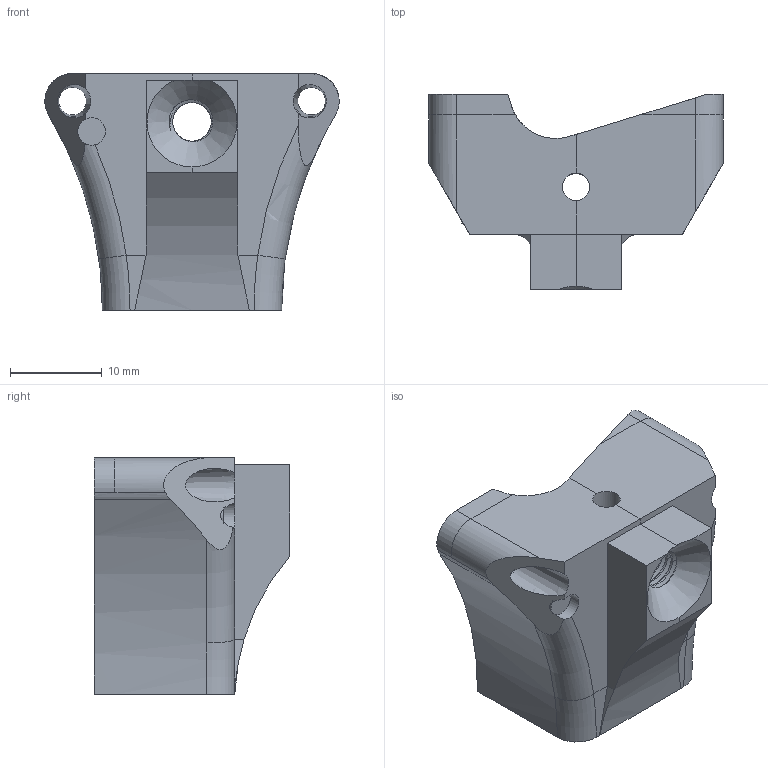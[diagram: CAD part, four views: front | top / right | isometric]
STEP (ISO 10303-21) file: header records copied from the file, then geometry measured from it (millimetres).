
FILE_DESCRIPTION(('FreeCAD Model'),'2;1');
FILE_NAME('Open CASCADE Shape Model','2024-02-06T13:06:09',(''),(''), 'Open CASCADE STEP processor 7.7','FreeCAD','Unknown');
FILE_SCHEMA(('AUTOMOTIVE_DESIGN { 1 0 10303 214 1 1 1 1 }'));
Length unit declared in the file: millimetre
Products named in the file (1): lock_vzextruder
Bounding box: 32 x 21.25 x 25.75 mm (x, y, z)
Volume: 8093.2 mm3; surface area: 3596.8 mm2
Topology: 1 solids, 1 shells, 174 faces, 447 edges, 267 vertices
Faces by surface type: bspline 90, cylinder 49, plane 28, torus 4, cone 3
Full cylindrical faces by diameter (mm): 3 x6, 4.2 x12
Entity records: 35721 total; most frequent: CARTESIAN_POINT 28063, DIRECTION 979, ORIENTED_EDGE 894, PCURVE 894, DEFINITIONAL_REPRESENTATION 894, LINE 620, VECTOR 620, B_SPLINE_CURVE_WITH_KNOTS 564
